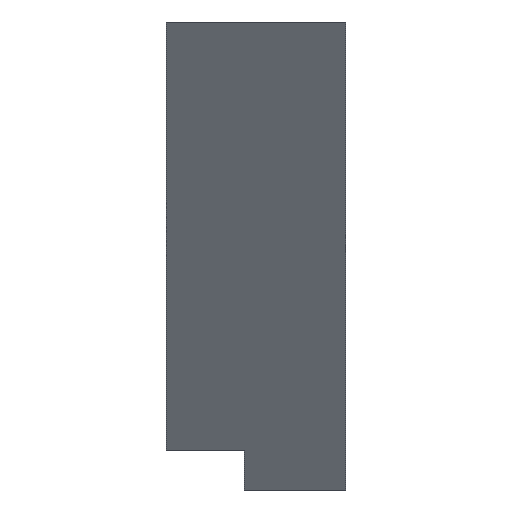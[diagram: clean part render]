
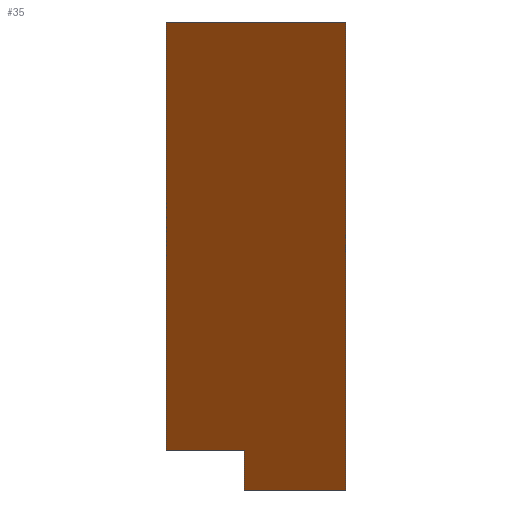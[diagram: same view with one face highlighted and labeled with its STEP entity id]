
A CAD part, front view. The second image highlights one B-rep face of the part: STEP entity #35.
In plain terms, the highlighted planar face has unit normal (-0.707, -0.707, 0).
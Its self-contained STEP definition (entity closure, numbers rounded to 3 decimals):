
#35=ADVANCED_FACE('',(#51),#43,.F.);
#43=PLANE('',#170);
#51=FACE_OUTER_BOUND('',#59,.T.);
#59=EDGE_LOOP('',(#70,#71,#72,#73,#74,#75));
#70=ORIENTED_EDGE('',*,*,#118,.F.);
#71=ORIENTED_EDGE('',*,*,#119,.T.);
#72=ORIENTED_EDGE('',*,*,#120,.F.);
#73=ORIENTED_EDGE('',*,*,#121,.F.);
#74=ORIENTED_EDGE('',*,*,#115,.T.);
#75=ORIENTED_EDGE('',*,*,#122,.F.);
#102=VERTEX_POINT('',#215);
#104=VERTEX_POINT('',#218);
#106=VERTEX_POINT('',#224);
#107=VERTEX_POINT('',#225);
#108=VERTEX_POINT('',#227);
#109=VERTEX_POINT('',#229);
#115=EDGE_CURVE('',#104,#102,#133,.T.);
#118=EDGE_CURVE('',#106,#107,#136,.T.);
#119=EDGE_CURVE('',#106,#108,#137,.T.);
#120=EDGE_CURVE('',#109,#108,#138,.T.);
#121=EDGE_CURVE('',#104,#109,#139,.T.);
#122=EDGE_CURVE('',#107,#102,#140,.T.);
#133=LINE('',#217,#151);
#136=LINE('',#223,#154);
#137=LINE('',#226,#155);
#138=LINE('',#228,#156);
#139=LINE('',#230,#157);
#140=LINE('',#231,#158);
#151=VECTOR('',#180,1.);
#154=VECTOR('',#185,1.);
#155=VECTOR('',#186,1.);
#156=VECTOR('',#187,1.);
#157=VECTOR('',#188,1.);
#158=VECTOR('',#189,1.);
#170=AXIS2_PLACEMENT_3D('',#232,#190,#191);
#180=DIRECTION('',(0.,0.,-1.));
#185=DIRECTION('',(0.,0.,1.));
#186=DIRECTION('',(0.707,-0.707,0.));
#187=DIRECTION('',(0.,0.,-1.));
#188=DIRECTION('',(0.707,-0.707,0.));
#189=DIRECTION('',(-0.707,0.707,0.));
#190=DIRECTION('',(0.707,0.707,0.));
#191=DIRECTION('',(-0.707,0.707,0.));
#215=CARTESIAN_POINT('',(105.,46.,-55.));
#217=CARTESIAN_POINT('',(105.,46.,0.));
#218=CARTESIAN_POINT('',(105.,46.,0.));
#223=CARTESIAN_POINT('',(115.,36.,-66.));
#224=CARTESIAN_POINT('',(115.,36.,-60.));
#225=CARTESIAN_POINT('',(115.,36.,-55.));
#226=CARTESIAN_POINT('',(115.,36.,-60.));
#227=CARTESIAN_POINT('',(128.,23.,-60.));
#228=CARTESIAN_POINT('',(128.,23.,0.));
#229=CARTESIAN_POINT('',(128.,23.,0.));
#230=CARTESIAN_POINT('',(105.,46.,0.));
#231=CARTESIAN_POINT('',(105.,46.,-55.));
#232=CARTESIAN_POINT('',(115.,36.,0.));
